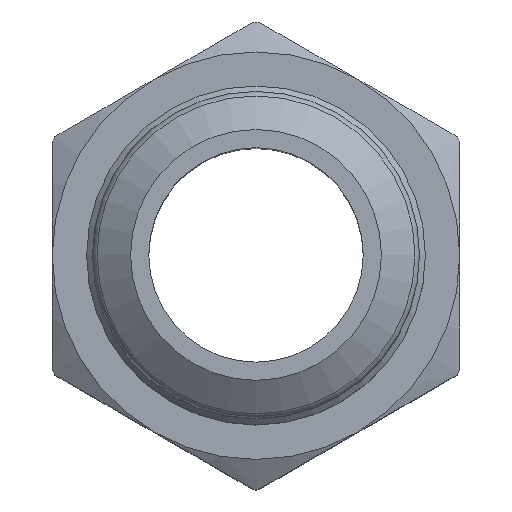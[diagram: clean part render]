
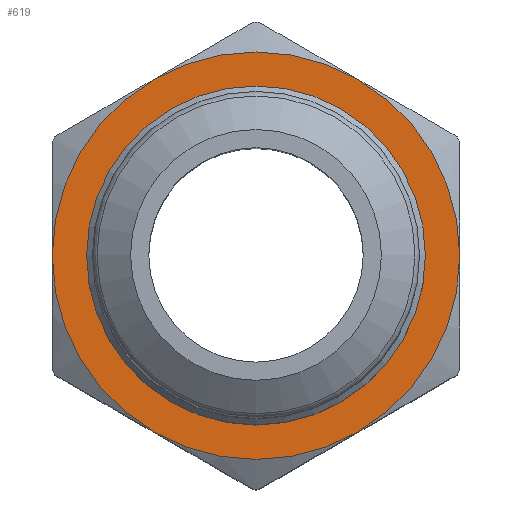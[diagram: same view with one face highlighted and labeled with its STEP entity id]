
A CAD part, top view. The second image highlights one B-rep face of the part: STEP entity #619.
In plain terms, the highlighted planar face has unit normal (0, 0, 1).
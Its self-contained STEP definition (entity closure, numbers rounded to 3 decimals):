
#17=FACE_BOUND('',#161,.T.);
#26=PLANE('',#719);
#119=FACE_OUTER_BOUND('',#160,.T.);
#160=EDGE_LOOP('',(#532,#533,#534,#535,#536,#537));
#161=EDGE_LOOP('',(#538));
#192=CIRCLE('',#689,9.5);
#193=CIRCLE('',#691,9.5);
#194=CIRCLE('',#693,9.5);
#196=CIRCLE('',#696,9.5);
#197=CIRCLE('',#698,9.5);
#200=CIRCLE('',#702,9.5);
#208=CIRCLE('',#720,7.9);
#259=VERTEX_POINT('',#1009);
#263=VERTEX_POINT('',#1025);
#266=VERTEX_POINT('',#1039);
#273=VERTEX_POINT('',#1066);
#275=VERTEX_POINT('',#1077);
#276=VERTEX_POINT('',#1084);
#287=VERTEX_POINT('',#1136);
#344=EDGE_CURVE('',#266,#273,#192,.T.);
#345=EDGE_CURVE('',#263,#266,#193,.T.);
#346=EDGE_CURVE('',#259,#263,#194,.T.);
#349=EDGE_CURVE('',#275,#259,#196,.T.);
#351=EDGE_CURVE('',#273,#276,#197,.T.);
#357=EDGE_CURVE('',#276,#275,#200,.T.);
#372=EDGE_CURVE('',#287,#287,#208,.T.);
#532=ORIENTED_EDGE('',*,*,#357,.T.);
#533=ORIENTED_EDGE('',*,*,#349,.T.);
#534=ORIENTED_EDGE('',*,*,#346,.T.);
#535=ORIENTED_EDGE('',*,*,#345,.T.);
#536=ORIENTED_EDGE('',*,*,#344,.T.);
#537=ORIENTED_EDGE('',*,*,#351,.T.);
#538=ORIENTED_EDGE('',*,*,#372,.T.);
#619=ADVANCED_FACE('',(#119,#17),#26,.F.);
#689=AXIS2_PLACEMENT_3D('',#1070,#823,#824);
#691=AXIS2_PLACEMENT_3D('',#1072,#827,#828);
#693=AXIS2_PLACEMENT_3D('',#1074,#831,#832);
#696=AXIS2_PLACEMENT_3D('',#1082,#837,#838);
#698=AXIS2_PLACEMENT_3D('',#1089,#841,#842);
#702=AXIS2_PLACEMENT_3D('',#1105,#849,#850);
#719=AXIS2_PLACEMENT_3D('',#1135,#890,#891);
#720=AXIS2_PLACEMENT_3D('',#1137,#892,#893);
#823=DIRECTION('center_axis',(0.,0.,1.));
#824=DIRECTION('ref_axis',(0.,1.,0.));
#827=DIRECTION('center_axis',(0.,0.,1.));
#828=DIRECTION('ref_axis',(0.,1.,0.));
#831=DIRECTION('center_axis',(0.,0.,1.));
#832=DIRECTION('ref_axis',(0.,1.,0.));
#837=DIRECTION('center_axis',(0.,0.,1.));
#838=DIRECTION('ref_axis',(0.,1.,0.));
#841=DIRECTION('center_axis',(0.,0.,1.));
#842=DIRECTION('ref_axis',(0.,1.,0.));
#849=DIRECTION('center_axis',(0.,0.,1.));
#850=DIRECTION('ref_axis',(0.,1.,0.));
#890=DIRECTION('center_axis',(0.,0.,-1.));
#891=DIRECTION('ref_axis',(-1.,0.,0.));
#892=DIRECTION('center_axis',(0.,0.,-1.));
#893=DIRECTION('ref_axis',(1.,0.,0.));
#1009=CARTESIAN_POINT('',(-9.5,0.,15.7));
#1025=CARTESIAN_POINT('',(-4.75,-8.227,15.7));
#1039=CARTESIAN_POINT('',(4.75,-8.227,15.7));
#1066=CARTESIAN_POINT('',(9.5,0.,15.7));
#1070=CARTESIAN_POINT('Origin',(0.,0.,15.7));
#1072=CARTESIAN_POINT('Origin',(0.,0.,15.7));
#1074=CARTESIAN_POINT('Origin',(0.,0.,15.7));
#1077=CARTESIAN_POINT('',(-4.75,8.227,15.7));
#1082=CARTESIAN_POINT('Origin',(0.,0.,15.7));
#1084=CARTESIAN_POINT('',(4.75,8.227,15.7));
#1089=CARTESIAN_POINT('Origin',(0.,0.,15.7));
#1105=CARTESIAN_POINT('Origin',(0.,0.,15.7));
#1135=CARTESIAN_POINT('Origin',(0.,7.9,15.7));
#1136=CARTESIAN_POINT('',(0.,-7.9,15.7));
#1137=CARTESIAN_POINT('Origin',(0.,0.,15.7));
